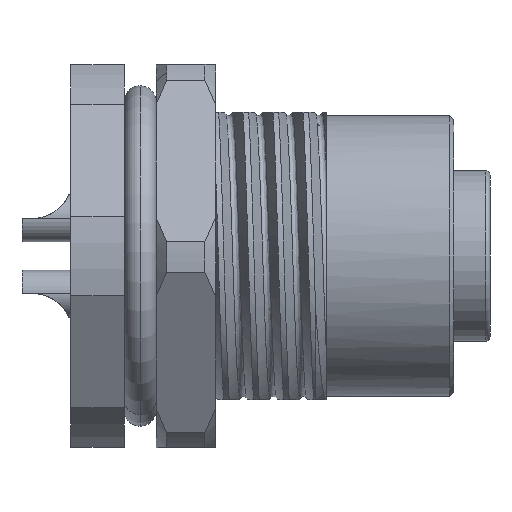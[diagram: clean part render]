
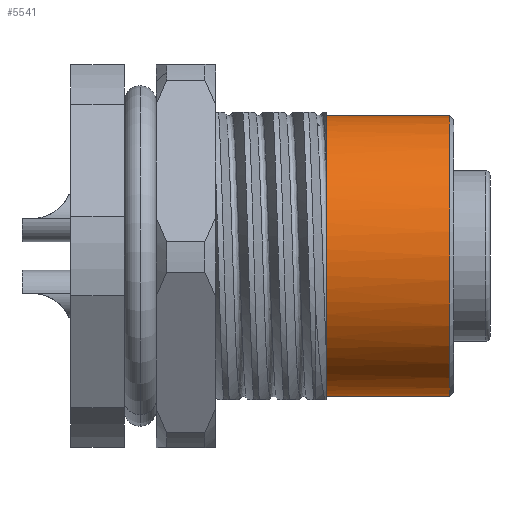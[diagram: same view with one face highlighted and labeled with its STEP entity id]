
A CAD part, front view. The second image highlights one B-rep face of the part: STEP entity #5541.
In plain terms, the highlighted cylindrical face has radius 6.6 mm (diameter 13.2 mm), a partial arc.
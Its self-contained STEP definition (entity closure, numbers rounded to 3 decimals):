
#1100 = CARTESIAN_POINT ( 'NONE',  ( -1.5, 0., 0. ) ) ;
#1109 = CARTESIAN_POINT ( 'NONE',  ( 4.3, 0., -6.6 ) ) ;
#1478 = DIRECTION ( 'NONE',  ( -1., 0., 0. ) ) ;
#1532 = CARTESIAN_POINT ( 'NONE',  ( -40.569, 0., 0. ) ) ;
#1572 = LINE ( 'NONE', #9498, #4734 ) ;
#2070 = VERTEX_POINT ( 'NONE', #1109 ) ;
#2140 = CARTESIAN_POINT ( 'NONE',  ( -40.569, 0., 6.6 ) ) ;
#2287 = DIRECTION ( 'NONE',  ( 0., 0., 1. ) ) ;
#2327 = FACE_OUTER_BOUND ( 'NONE', #4305, .T. ) ;
#2423 = VERTEX_POINT ( 'NONE', #10300 ) ;
#3078 = CIRCLE ( 'NONE', #6002, 6.6 ) ;
#3106 = ORIENTED_EDGE ( 'NONE', *, *, #9704, .T. ) ;
#3466 = CARTESIAN_POINT ( 'NONE',  ( -1.5, 0., 6.6 ) ) ;
#4293 = ORIENTED_EDGE ( 'NONE', *, *, #8521, .F. ) ;
#4305 = EDGE_LOOP ( 'NONE', ( #9602, #5465, #3106, #4293 ) ) ;
#4576 = DIRECTION ( 'NONE',  ( -1., 0., 0. ) ) ;
#4734 = VECTOR ( 'NONE', #7789, 1000. ) ;
#5465 = ORIENTED_EDGE ( 'NONE', *, *, #7364, .T. ) ;
#5541 = ADVANCED_FACE ( 'NONE', ( #2327 ), #9296, .T. ) ;
#6002 = AXIS2_PLACEMENT_3D ( 'NONE', #1100, #4576, #7195 ) ;
#6023 = DIRECTION ( 'NONE',  ( -1., 0., 0. ) ) ;
#6855 = AXIS2_PLACEMENT_3D ( 'NONE', #8340, #10097, #2287 ) ;
#7135 = CARTESIAN_POINT ( 'NONE',  ( -1.5, 0., -6.6 ) ) ;
#7195 = DIRECTION ( 'NONE',  ( 0., 0., 1. ) ) ;
#7278 = AXIS2_PLACEMENT_3D ( 'NONE', #1532, #1478, #8318 ) ;
#7364 = EDGE_CURVE ( 'NONE', #2070, #2423, #7589, .T. ) ;
#7589 = CIRCLE ( 'NONE', #6855, 6.6 ) ;
#7789 = DIRECTION ( 'NONE',  ( -1., 0., 0. ) ) ;
#8318 = DIRECTION ( 'NONE',  ( 0., 0., 1. ) ) ;
#8340 = CARTESIAN_POINT ( 'NONE',  ( 4.3, 0., 0. ) ) ;
#8521 = EDGE_CURVE ( 'NONE', #10539, #9365, #3078, .T. ) ;
#8740 = VECTOR ( 'NONE', #6023, 1000. ) ;
#9296 = CYLINDRICAL_SURFACE ( 'NONE', #7278, 6.6 ) ;
#9365 = VERTEX_POINT ( 'NONE', #3466 ) ;
#9498 = CARTESIAN_POINT ( 'NONE',  ( -40.569, 0., -6.6 ) ) ;
#9602 = ORIENTED_EDGE ( 'NONE', *, *, #9711, .F. ) ;
#9704 = EDGE_CURVE ( 'NONE', #2423, #9365, #9952, .T. ) ;
#9711 = EDGE_CURVE ( 'NONE', #2070, #10539, #1572, .T. ) ;
#9952 = LINE ( 'NONE', #2140, #8740 ) ;
#10097 = DIRECTION ( 'NONE',  ( -1., 0., 0. ) ) ;
#10300 = CARTESIAN_POINT ( 'NONE',  ( 4.3, 0., 6.6 ) ) ;
#10539 = VERTEX_POINT ( 'NONE', #7135 ) ;
